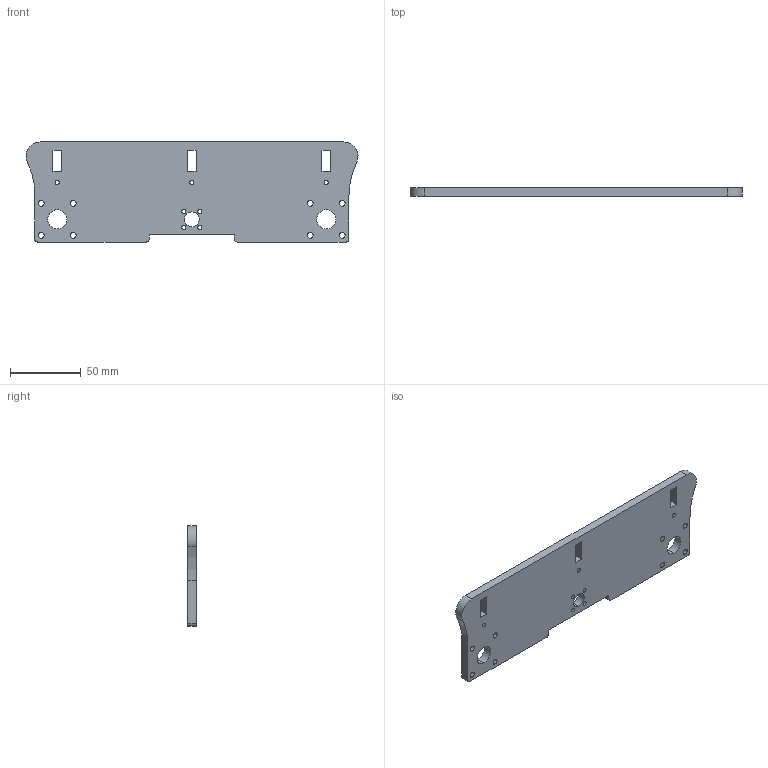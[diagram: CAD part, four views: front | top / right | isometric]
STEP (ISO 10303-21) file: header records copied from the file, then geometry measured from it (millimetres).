
FILE_DESCRIPTION(('none'),'2,1');
FILE_NAME('','Thu Jan 05 19:45:26 2017',('Unknown author'),(''),'HOOPS Exchange','Windows','Unknown authorisation');
FILE_SCHEMA( ('AUTOMOTIVE_DESIGN { 1 0 10303 214 1 1 1 1 }') );
Length unit declared in the file: millimetre
Products named in the file (2): refuerzov4-1; Predeterminado
Assembly tree (1 placements, depth 2):
  refuerzov4-1
    Predeterminado
Bounding box: 234.55 x 6 x 70.7 mm (x, y, z)
Volume: 88810.9 mm3; surface area: 35657.6 mm2
Topology: 1 solids, 1 shells, 66 faces, 192 edges, 128 vertices
Faces by surface type: cylinder 44, plane 22
Entity records: 4641 total; most frequent: CARTESIAN_POINT 1433, DIRECTION 418, DEFINITIONAL_REPRESENTATION 384, PCURVE 384, ORIENTED_EDGE 384, B_SPLINE_CURVE_WITH_KNOTS 296, INTERSECTION_CURVE 192, EDGE_CURVE 192
